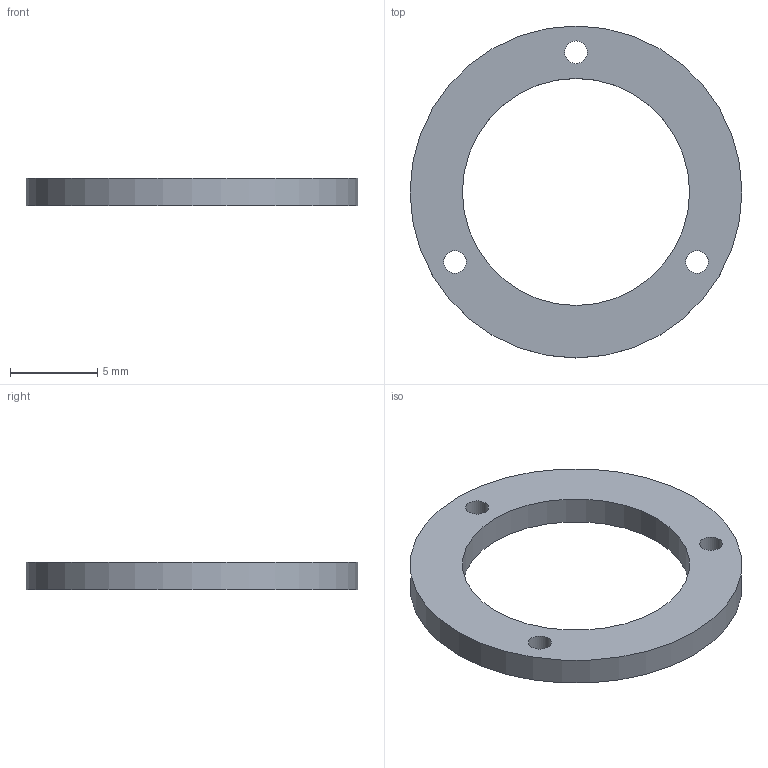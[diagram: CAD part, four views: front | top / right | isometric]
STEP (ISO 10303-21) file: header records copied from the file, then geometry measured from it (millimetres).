
FILE_DESCRIPTION(('KiCad electronic assembly'),'2;1');
FILE_NAME('Kondensator-Adapter-16mm-Spacer.step','2022-06-07T00:03:51',( 'An Author'),('A Company'),'Open CASCADE STEP processor 6.9', 'KiCad to STEP converter','Unknown');
FILE_SCHEMA(('AUTOMOTIVE_DESIGN { 1 0 10303 214 1 1 1 1 }'));
Length unit declared in the file: millimetre
Products named in the file (3): Open CASCADE STEP translator 6.9 1; Pin_d1.0mm_L10.0mm; COMPOUND
Assembly tree (4 placements, depth 2):
  Open CASCADE STEP translator 6.9 1
    Pin_d1.0mm_L10.0mm  x3
    COMPOUND
Bounding box: 19 x 19 x 1.6 mm (x, y, z)
Volume: 234.9 mm3; surface area: 474.1 mm2
Topology: 1 solids, 1 shells, 7 faces, 15 edges, 10 vertices
Faces by surface type: cylinder 5, plane 2
Full cylindrical faces by diameter (mm): 1.3 x3, 13 x1, 19 x1
Entity records: 491 total; most frequent: DIRECTION 79, CARTESIAN_POINT 67, ORIENTED_EDGE 30, PCURVE 30, DEFINITIONAL_REPRESENTATION 30, LINE 25, VECTOR 25, AXIS2_PLACEMENT_3D 22
